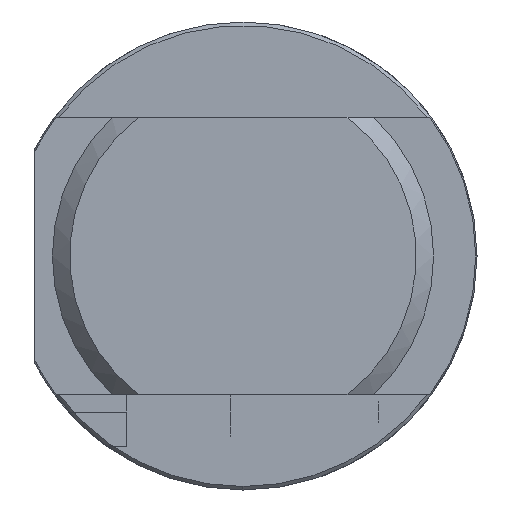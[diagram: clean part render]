
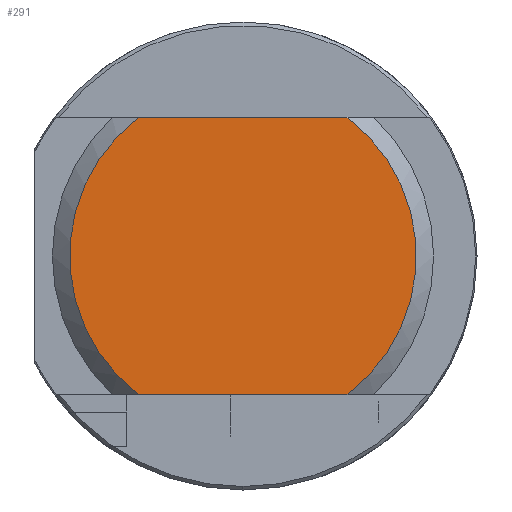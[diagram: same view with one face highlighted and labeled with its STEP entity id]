
A CAD part, left-side view. The second image highlights one B-rep face of the part: STEP entity #291.
In plain terms, the highlighted planar face has unit normal (-1, 0, 0).
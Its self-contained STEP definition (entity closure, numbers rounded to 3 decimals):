
#92 = VERTEX_POINT ( 'NONE', #2396 ) ;
#120 = VERTEX_POINT ( 'NONE', #4813 ) ;
#291 = ADVANCED_FACE ( 'NONE', ( #2971 ), #864, .F. ) ;
#863 = CARTESIAN_POINT ( 'NONE',  ( 0., 0., 0. ) ) ;
#864 = PLANE ( 'NONE',  #4305 ) ;
#866 = DIRECTION ( 'NONE',  ( 1., 0., 0. ) ) ;
#867 = DIRECTION ( 'NONE',  ( 0., 0., -1. ) ) ;
#1198 = CARTESIAN_POINT ( 'NONE',  ( 0., -6., -8. ) ) ;
#1227 = CARTESIAN_POINT ( 'NONE',  ( 0., -6., 8. ) ) ;
#1902 = CARTESIAN_POINT ( 'NONE',  ( 0., 0., 0. ) ) ;
#1903 = DIRECTION ( 'NONE',  ( -1., 0., 0. ) ) ;
#1904 = DIRECTION ( 'NONE',  ( 0., 0., -1. ) ) ;
#1937 = CARTESIAN_POINT ( 'NONE',  ( 0., 0., 0. ) ) ;
#1944 = CARTESIAN_POINT ( 'NONE',  ( 0., 12.75, -8. ) ) ;
#1945 = DIRECTION ( 'NONE',  ( 0., 1., 0. ) ) ;
#1947 = DIRECTION ( 'NONE',  ( -1., 0., 0. ) ) ;
#1948 = DIRECTION ( 'NONE',  ( 0., 0., -1. ) ) ;
#1949 = CARTESIAN_POINT ( 'NONE',  ( 0., 12.75, 8. ) ) ;
#1950 = DIRECTION ( 'NONE',  ( 0., -1., 0. ) ) ;
#2396 = CARTESIAN_POINT ( 'NONE',  ( 0., 6., 8. ) ) ;
#2971 = FACE_OUTER_BOUND ( 'NONE', #4891, .T. ) ;
#3426 = CIRCLE ( 'NONE', #4047, 10. ) ;
#3428 = VECTOR ( 'NONE', #1945, 1000. ) ;
#3433 = LINE ( 'NONE', #1949, #3435 ) ;
#3434 = LINE ( 'NONE', #1944, #3428 ) ;
#3435 = VECTOR ( 'NONE', #1950, 1000. ) ;
#3439 = CIRCLE ( 'NONE', #4037, 10. ) ;
#3569 = VERTEX_POINT ( 'NONE', #1198 ) ;
#3598 = VERTEX_POINT ( 'NONE', #1227 ) ;
#3697 = ORIENTED_EDGE ( 'NONE', *, *, #4699, .T. ) ;
#3720 = ORIENTED_EDGE ( 'NONE', *, *, #4700, .F. ) ;
#3723 = ORIENTED_EDGE ( 'NONE', *, *, #4698, .F. ) ;
#3726 = ORIENTED_EDGE ( 'NONE', *, *, #4686, .T. ) ;
#4037 = AXIS2_PLACEMENT_3D ( 'NONE', #1937, #1947, #1948 ) ;
#4047 = AXIS2_PLACEMENT_3D ( 'NONE', #1902, #1903, #1904 ) ;
#4305 = AXIS2_PLACEMENT_3D ( 'NONE', #863, #866, #867 ) ;
#4686 = EDGE_CURVE ( 'NONE', #3569, #3598, #3426, .T. ) ;
#4698 = EDGE_CURVE ( 'NONE', #3569, #120, #3434, .T. ) ;
#4699 = EDGE_CURVE ( 'NONE', #92, #120, #3439, .T. ) ;
#4700 = EDGE_CURVE ( 'NONE', #92, #3598, #3433, .T. ) ;
#4813 = CARTESIAN_POINT ( 'NONE',  ( 0., 6., -8. ) ) ;
#4891 = EDGE_LOOP ( 'NONE', ( #3697, #3723, #3726, #3720 ) ) ;
